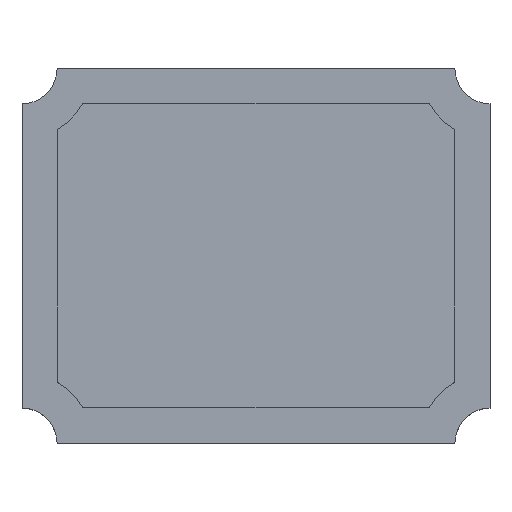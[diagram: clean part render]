
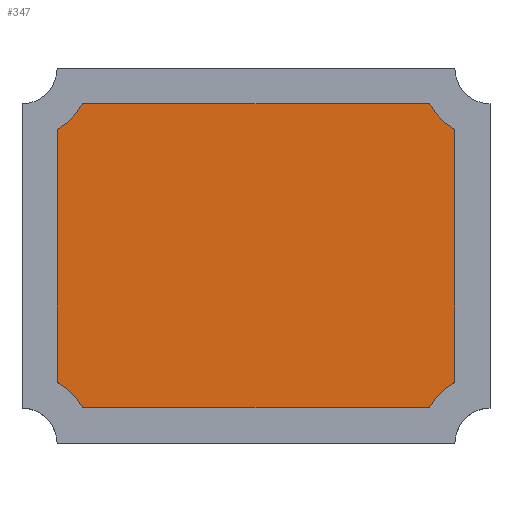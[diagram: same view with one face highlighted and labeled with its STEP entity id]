
A CAD part, top view. The second image highlights one B-rep face of the part: STEP entity #347.
In plain terms, the highlighted planar face has unit normal (0, 0, 1).
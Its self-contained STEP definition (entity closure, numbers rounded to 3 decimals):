
#19=PLANE('',#388);
#34=FACE_OUTER_BOUND('',#53,.T.);
#53=EDGE_LOOP('',(#257,#258,#259,#260,#261,#262,#263,#264));
#68=LINE('',#525,#100);
#72=LINE('',#537,#104);
#76=LINE('',#549,#108);
#80=LINE('',#559,#112);
#100=VECTOR('',#420,10.);
#104=VECTOR('',#432,10.);
#108=VECTOR('',#444,10.);
#112=VECTOR('',#456,10.);
#130=CIRCLE('',#374,0.3);
#132=CIRCLE('',#378,0.3);
#134=CIRCLE('',#382,0.3);
#136=CIRCLE('',#386,0.3);
#147=VERTEX_POINT('',#516);
#148=VERTEX_POINT('',#518);
#150=VERTEX_POINT('',#524);
#152=VERTEX_POINT('',#530);
#154=VERTEX_POINT('',#536);
#156=VERTEX_POINT('',#542);
#158=VERTEX_POINT('',#548);
#160=VERTEX_POINT('',#554);
#179=EDGE_CURVE('',#148,#147,#130,.T.);
#182=EDGE_CURVE('',#150,#148,#68,.T.);
#185=EDGE_CURVE('',#152,#150,#132,.T.);
#188=EDGE_CURVE('',#154,#152,#72,.T.);
#191=EDGE_CURVE('',#156,#154,#134,.T.);
#194=EDGE_CURVE('',#158,#156,#76,.T.);
#197=EDGE_CURVE('',#160,#158,#136,.T.);
#200=EDGE_CURVE('',#147,#160,#80,.T.);
#257=ORIENTED_EDGE('',*,*,#200,.T.);
#258=ORIENTED_EDGE('',*,*,#197,.T.);
#259=ORIENTED_EDGE('',*,*,#194,.T.);
#260=ORIENTED_EDGE('',*,*,#191,.T.);
#261=ORIENTED_EDGE('',*,*,#188,.T.);
#262=ORIENTED_EDGE('',*,*,#185,.T.);
#263=ORIENTED_EDGE('',*,*,#182,.T.);
#264=ORIENTED_EDGE('',*,*,#179,.T.);
#347=ADVANCED_FACE('',(#34),#19,.T.);
#374=AXIS2_PLACEMENT_3D('',#519,#414,#415);
#378=AXIS2_PLACEMENT_3D('',#531,#426,#427);
#382=AXIS2_PLACEMENT_3D('',#543,#438,#439);
#386=AXIS2_PLACEMENT_3D('',#555,#450,#451);
#388=AXIS2_PLACEMENT_3D('',#560,#457,#458);
#414=DIRECTION('center_axis',(0.,0.,-1.));
#415=DIRECTION('ref_axis',(-0.866,-0.5,0.));
#420=DIRECTION('',(0.,1.,0.));
#426=DIRECTION('center_axis',(0.,0.,-1.));
#427=DIRECTION('ref_axis',(-0.5,0.866,0.));
#432=DIRECTION('',(1.,0.,0.));
#438=DIRECTION('center_axis',(0.,0.,-1.));
#439=DIRECTION('ref_axis',(0.866,0.5,0.));
#444=DIRECTION('',(0.,-1.,0.));
#450=DIRECTION('center_axis',(0.,0.,-1.));
#451=DIRECTION('ref_axis',(0.5,-0.866,0.));
#456=DIRECTION('',(-1.,0.,0.));
#457=DIRECTION('center_axis',(0.,0.,1.));
#458=DIRECTION('ref_axis',(-1.,0.,0.));
#516=CARTESIAN_POINT('',(0.74,0.65,0.65));
#518=CARTESIAN_POINT('',(0.85,0.54,0.65));
#519=CARTESIAN_POINT('Origin',(1.,0.8,0.65));
#524=CARTESIAN_POINT('',(0.85,-0.54,0.65));
#525=CARTESIAN_POINT('',(0.85,-0.54,0.65));
#530=CARTESIAN_POINT('',(0.74,-0.65,0.65));
#531=CARTESIAN_POINT('Origin',(1.,-0.8,0.65));
#536=CARTESIAN_POINT('',(-0.74,-0.65,0.65));
#537=CARTESIAN_POINT('',(-0.74,-0.65,0.65));
#542=CARTESIAN_POINT('',(-0.85,-0.54,0.65));
#543=CARTESIAN_POINT('Origin',(-1.,-0.8,0.65));
#548=CARTESIAN_POINT('',(-0.85,0.54,0.65));
#549=CARTESIAN_POINT('',(-0.85,0.54,0.65));
#554=CARTESIAN_POINT('',(-0.74,0.65,0.65));
#555=CARTESIAN_POINT('Origin',(-1.,0.8,0.65));
#559=CARTESIAN_POINT('',(0.74,0.65,0.65));
#560=CARTESIAN_POINT('Origin',(0.,0.,0.65));
